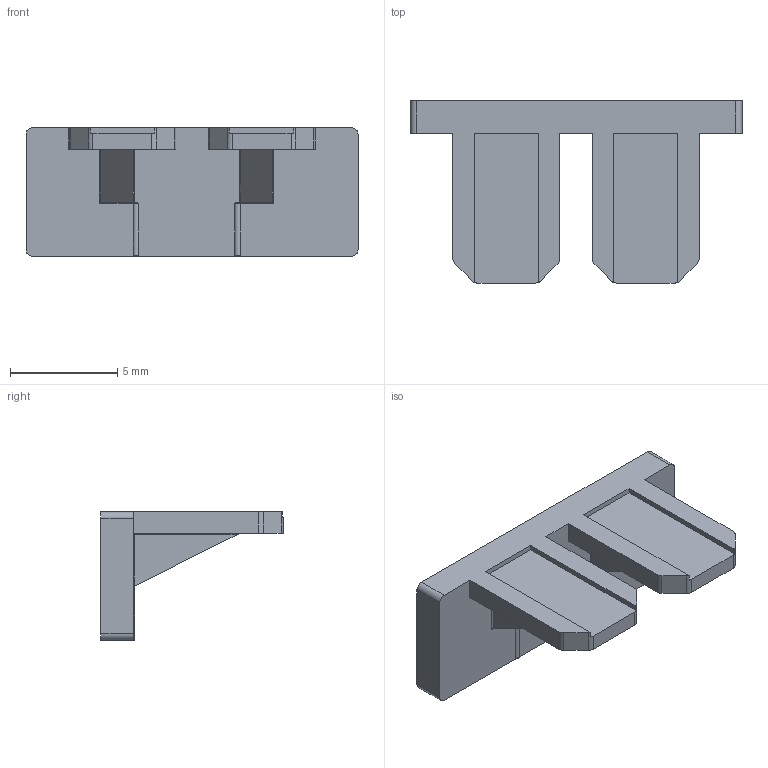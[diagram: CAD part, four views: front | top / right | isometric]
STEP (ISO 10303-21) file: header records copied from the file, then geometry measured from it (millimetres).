
FILE_DESCRIPTION((''),'2;1');
FILE_NAME('TR.stp','2015-08-04T09:13:27',('CAD Station'),(''),'Autodesk Inventor 2013','Autodesk Inventor 2013','');
FILE_SCHEMA(('CONFIG_CONTROL_DESIGN'));
Length unit declared in the file: millimetre
Products named in the file (1): TR
Bounding box: 15.5 x 8.5 x 6 mm (x, y, z)
Volume: 215.7 mm3; surface area: 436.9 mm2
Topology: 1 solids, 1 shells, 66 faces, 188 edges, 124 vertices
Faces by surface type: plane 36, cylinder 26, torus 4
Entity records: 2335 total; most frequent: CARTESIAN_POINT 478, ORIENTED_EDGE 376, DIRECTION 365, EDGE_CURVE 188, VERTEX_POINT 124, AXIS2_PLACEMENT_3D 123, VECTOR 119, LINE 119
